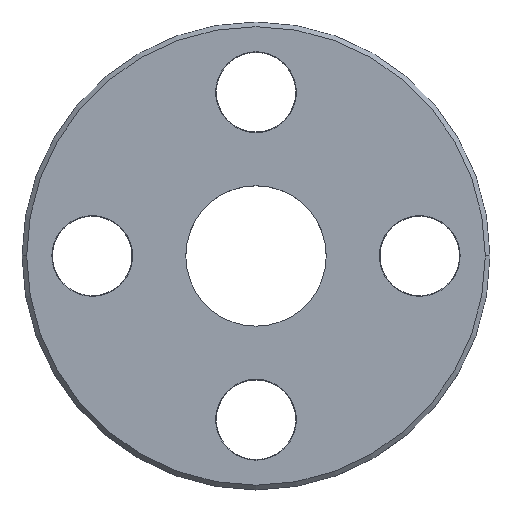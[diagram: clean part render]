
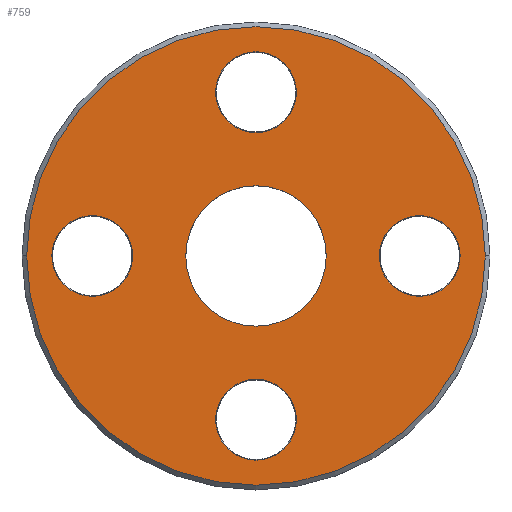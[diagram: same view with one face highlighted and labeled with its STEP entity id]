
A CAD part, top view. The second image highlights one B-rep face of the part: STEP entity #759.
In plain terms, the highlighted planar face has unit normal (0, 0, 1).
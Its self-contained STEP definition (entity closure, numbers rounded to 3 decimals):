
#2 = EDGE_CURVE ( 'NONE', #768, #320, #135, .T. ) ;
#15 = CARTESIAN_POINT ( 'NONE',  ( 8.725, 0., 2. ) ) ;
#19 = DIRECTION ( 'NONE',  ( 0., 0., 1. ) ) ;
#35 = DIRECTION ( 'NONE',  ( 0., 0., 1. ) ) ;
#52 = CARTESIAN_POINT ( 'NONE',  ( 5.275, 0., 2. ) ) ;
#53 = AXIS2_PLACEMENT_3D ( 'NONE', #728, #269, #866 ) ;
#61 = EDGE_CURVE ( 'NONE', #679, #549, #718, .T. ) ;
#73 = DIRECTION ( 'NONE',  ( 1., 0., 0. ) ) ;
#78 = EDGE_CURVE ( 'NONE', #916, #613, #193, .T. ) ;
#87 = VERTEX_POINT ( 'NONE', #434 ) ;
#96 = ORIENTED_EDGE ( 'NONE', *, *, #405, .F. ) ;
#99 = FACE_BOUND ( 'NONE', #185, .T. ) ;
#102 = CIRCLE ( 'NONE', #658, 1.725 ) ;
#106 = FACE_BOUND ( 'NONE', #705, .T. ) ;
#110 = CARTESIAN_POINT ( 'NONE',  ( 7., 0., 2. ) ) ;
#115 = AXIS2_PLACEMENT_3D ( 'NONE', #209, #963, #520 ) ;
#116 = VERTEX_POINT ( 'NONE', #736 ) ;
#119 = AXIS2_PLACEMENT_3D ( 'NONE', #542, #830, #546 ) ;
#126 = VERTEX_POINT ( 'NONE', #52 ) ;
#129 = DIRECTION ( 'NONE',  ( 0., 0., 1. ) ) ;
#134 = CARTESIAN_POINT ( 'NONE',  ( 0., 0., 2. ) ) ;
#135 = CIRCLE ( 'NONE', #53, 1.725 ) ;
#136 = CIRCLE ( 'NONE', #177, 3. ) ;
#170 = CARTESIAN_POINT ( 'NONE',  ( -7., 0., 2. ) ) ;
#173 = CARTESIAN_POINT ( 'NONE',  ( -7., 0., 2. ) ) ;
#177 = AXIS2_PLACEMENT_3D ( 'NONE', #772, #468, #480 ) ;
#185 = EDGE_LOOP ( 'NONE', ( #348, #713 ) ) ;
#193 = CIRCLE ( 'NONE', #876, 9.8 ) ;
#209 = CARTESIAN_POINT ( 'NONE',  ( 0., 0., 2. ) ) ;
#218 = ORIENTED_EDGE ( 'NONE', *, *, #378, .F. ) ;
#230 = VERTEX_POINT ( 'NONE', #15 ) ;
#252 = FACE_OUTER_BOUND ( 'NONE', #885, .T. ) ;
#260 = CARTESIAN_POINT ( 'NONE',  ( 7., 0., 2. ) ) ;
#264 = EDGE_LOOP ( 'NONE', ( #582, #492 ) ) ;
#269 = DIRECTION ( 'NONE',  ( 0., 0., 1. ) ) ;
#271 = EDGE_CURVE ( 'NONE', #330, #618, #657, .T. ) ;
#274 = ORIENTED_EDGE ( 'NONE', *, *, #853, .F. ) ;
#290 = EDGE_CURVE ( 'NONE', #549, #679, #136, .T. ) ;
#301 = DIRECTION ( 'NONE',  ( 0., 0., 1. ) ) ;
#320 = VERTEX_POINT ( 'NONE', #787 ) ;
#330 = VERTEX_POINT ( 'NONE', #337 ) ;
#331 = DIRECTION ( 'NONE',  ( 1., 0., 0. ) ) ;
#337 = CARTESIAN_POINT ( 'NONE',  ( -8.725, 0., 2. ) ) ;
#340 = DIRECTION ( 'NONE',  ( 0., 0., 1. ) ) ;
#343 = CIRCLE ( 'NONE', #690, 1.725 ) ;
#348 = ORIENTED_EDGE ( 'NONE', *, *, #61, .T. ) ;
#358 = AXIS2_PLACEMENT_3D ( 'NONE', #170, #19, #761 ) ;
#361 = CIRCLE ( 'NONE', #489, 1.725 ) ;
#378 = EDGE_CURVE ( 'NONE', #126, #230, #940, .T. ) ;
#394 = CARTESIAN_POINT ( 'NONE',  ( -9.8, 0., 2. ) ) ;
#405 = EDGE_CURVE ( 'NONE', #618, #330, #955, .T. ) ;
#409 = AXIS2_PLACEMENT_3D ( 'NONE', #260, #35, #638 ) ;
#418 = EDGE_LOOP ( 'NONE', ( #945, #274 ) ) ;
#420 = DIRECTION ( 'NONE',  ( 1., 0., 0. ) ) ;
#423 = CARTESIAN_POINT ( 'NONE',  ( 1.725, 7., 2. ) ) ;
#434 = CARTESIAN_POINT ( 'NONE',  ( -1.725, -7., 2. ) ) ;
#438 = CARTESIAN_POINT ( 'NONE',  ( 0., -7., 2. ) ) ;
#443 = ORIENTED_EDGE ( 'NONE', *, *, #271, .F. ) ;
#448 = EDGE_CURVE ( 'NONE', #230, #126, #343, .T. ) ;
#468 = DIRECTION ( 'NONE',  ( 0., 0., -1. ) ) ;
#480 = DIRECTION ( 'NONE',  ( -1., 0., 0. ) ) ;
#489 = AXIS2_PLACEMENT_3D ( 'NONE', #710, #340, #946 ) ;
#490 = DIRECTION ( 'NONE',  ( 1., 0., 0. ) ) ;
#492 = ORIENTED_EDGE ( 'NONE', *, *, #783, .F. ) ;
#493 = FACE_BOUND ( 'NONE', #418, .T. ) ;
#508 = CARTESIAN_POINT ( 'NONE',  ( 3., 0., 2. ) ) ;
#520 = DIRECTION ( 'NONE',  ( -1., 0., 0. ) ) ;
#540 = EDGE_CURVE ( 'NONE', #116, #87, #102, .T. ) ;
#542 = CARTESIAN_POINT ( 'NONE',  ( 0., 0., 2. ) ) ;
#546 = DIRECTION ( 'NONE',  ( 1., 0., 0. ) ) ;
#549 = VERTEX_POINT ( 'NONE', #508 ) ;
#559 = FACE_BOUND ( 'NONE', #665, .T. ) ;
#572 = CARTESIAN_POINT ( 'NONE',  ( 0., 0., 2. ) ) ;
#581 = ORIENTED_EDGE ( 'NONE', *, *, #448, .F. ) ;
#582 = ORIENTED_EDGE ( 'NONE', *, *, #2, .F. ) ;
#593 = ORIENTED_EDGE ( 'NONE', *, *, #651, .T. ) ;
#608 = CARTESIAN_POINT ( 'NONE',  ( -5.275, 0., 2. ) ) ;
#613 = VERTEX_POINT ( 'NONE', #394 ) ;
#618 = VERTEX_POINT ( 'NONE', #608 ) ;
#630 = DIRECTION ( 'NONE',  ( 0., 0., 1. ) ) ;
#638 = DIRECTION ( 'NONE',  ( 1., 0., 0. ) ) ;
#651 = EDGE_CURVE ( 'NONE', #613, #916, #972, .T. ) ;
#657 = CIRCLE ( 'NONE', #358, 1.725 ) ;
#658 = AXIS2_PLACEMENT_3D ( 'NONE', #438, #301, #73 ) ;
#660 = CIRCLE ( 'NONE', #862, 1.725 ) ;
#665 = EDGE_LOOP ( 'NONE', ( #96, #443 ) ) ;
#667 = CARTESIAN_POINT ( 'NONE',  ( 9.8, 0., 2. ) ) ;
#679 = VERTEX_POINT ( 'NONE', #775 ) ;
#690 = AXIS2_PLACEMENT_3D ( 'NONE', #110, #933, #420 ) ;
#705 = EDGE_LOOP ( 'NONE', ( #581, #218 ) ) ;
#710 = CARTESIAN_POINT ( 'NONE',  ( 0., -7., 2. ) ) ;
#713 = ORIENTED_EDGE ( 'NONE', *, *, #290, .T. ) ;
#715 = DIRECTION ( 'NONE',  ( 0., 0., 1. ) ) ;
#718 = CIRCLE ( 'NONE', #115, 3. ) ;
#728 = CARTESIAN_POINT ( 'NONE',  ( 0., 7., 2. ) ) ;
#736 = CARTESIAN_POINT ( 'NONE',  ( 1.725, -7., 2. ) ) ;
#759 = ADVANCED_FACE ( 'NONE', ( #252, #99, #786, #559, #493, #106 ), #795, .T. ) ;
#761 = DIRECTION ( 'NONE',  ( 1., 0., 0. ) ) ;
#768 = VERTEX_POINT ( 'NONE', #423 ) ;
#772 = CARTESIAN_POINT ( 'NONE',  ( 0., 0., 2. ) ) ;
#775 = CARTESIAN_POINT ( 'NONE',  ( -3., 0., 2. ) ) ;
#783 = EDGE_CURVE ( 'NONE', #320, #768, #660, .T. ) ;
#786 = FACE_BOUND ( 'NONE', #264, .T. ) ;
#787 = CARTESIAN_POINT ( 'NONE',  ( -1.725, 7., 2. ) ) ;
#795 = PLANE ( 'NONE',  #973 ) ;
#830 = DIRECTION ( 'NONE',  ( 0., 0., 1. ) ) ;
#845 = AXIS2_PLACEMENT_3D ( 'NONE', #173, #942, #490 ) ;
#853 = EDGE_CURVE ( 'NONE', #87, #116, #361, .T. ) ;
#856 = DIRECTION ( 'NONE',  ( 1., 0., 0. ) ) ;
#858 = ORIENTED_EDGE ( 'NONE', *, *, #78, .T. ) ;
#862 = AXIS2_PLACEMENT_3D ( 'NONE', #932, #630, #856 ) ;
#866 = DIRECTION ( 'NONE',  ( 1., 0., 0. ) ) ;
#876 = AXIS2_PLACEMENT_3D ( 'NONE', #134, #129, #891 ) ;
#885 = EDGE_LOOP ( 'NONE', ( #593, #858 ) ) ;
#891 = DIRECTION ( 'NONE',  ( 1., 0., 0. ) ) ;
#916 = VERTEX_POINT ( 'NONE', #667 ) ;
#932 = CARTESIAN_POINT ( 'NONE',  ( 0., 7., 2. ) ) ;
#933 = DIRECTION ( 'NONE',  ( 0., 0., 1. ) ) ;
#940 = CIRCLE ( 'NONE', #409, 1.725 ) ;
#942 = DIRECTION ( 'NONE',  ( 0., 0., 1. ) ) ;
#945 = ORIENTED_EDGE ( 'NONE', *, *, #540, .F. ) ;
#946 = DIRECTION ( 'NONE',  ( 1., 0., 0. ) ) ;
#955 = CIRCLE ( 'NONE', #845, 1.725 ) ;
#963 = DIRECTION ( 'NONE',  ( 0., 0., -1. ) ) ;
#972 = CIRCLE ( 'NONE', #119, 9.8 ) ;
#973 = AXIS2_PLACEMENT_3D ( 'NONE', #572, #715, #331 ) ;
